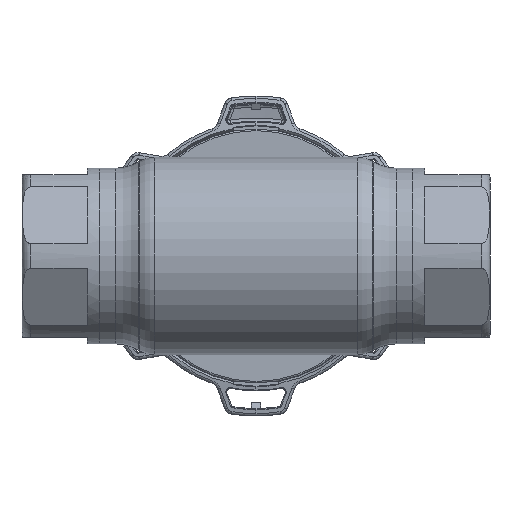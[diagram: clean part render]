
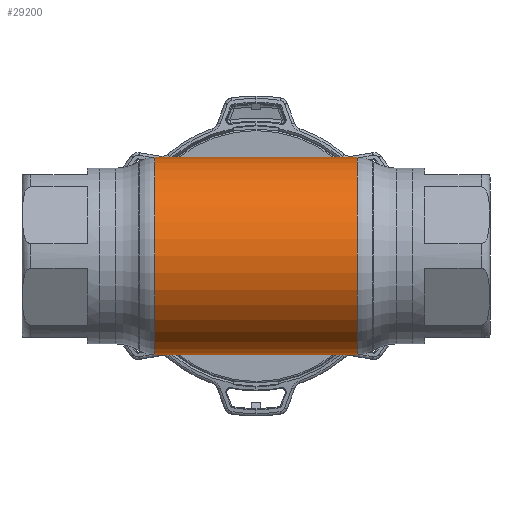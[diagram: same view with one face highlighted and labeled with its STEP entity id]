
A CAD part, front view. The second image highlights one B-rep face of the part: STEP entity #29200.
In plain terms, the highlighted cylindrical face has radius 33.34 mm (diameter 66.68 mm), a partial arc.
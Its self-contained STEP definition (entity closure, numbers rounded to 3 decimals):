
#492 = DIRECTION ( 'NONE',  ( -1., 0., 0. ) ) ;
#516 = LINE ( 'NONE', #2546, #30458 ) ;
#1409 = FACE_OUTER_BOUND ( 'NONE', #7042, .T. ) ;
#1578 = CYLINDRICAL_SURFACE ( 'NONE', #15468, 33.34 ) ;
#2546 = CARTESIAN_POINT ( 'NONE',  ( -62.69, 0., -33.34 ) ) ;
#4504 = EDGE_CURVE ( 'NONE', #29467, #23595, #516, .T. ) ;
#6648 = DIRECTION ( 'NONE',  ( -1., 0., 0. ) ) ;
#7002 = AXIS2_PLACEMENT_3D ( 'NONE', #21945, #11845, #22117 ) ;
#7042 = EDGE_LOOP ( 'NONE', ( #26181, #16294, #10640, #12920 ) ) ;
#9162 = CARTESIAN_POINT ( 'NONE',  ( -62.69, 0., 0. ) ) ;
#9286 = DIRECTION ( 'NONE',  ( -1., 0., 0. ) ) ;
#9783 = CARTESIAN_POINT ( 'NONE',  ( -34.177, 0., -33.34 ) ) ;
#10640 = ORIENTED_EDGE ( 'NONE', *, *, #28813, .T. ) ;
#10976 = CARTESIAN_POINT ( 'NONE',  ( 34.177, 0., -33.34 ) ) ;
#11845 = DIRECTION ( 'NONE',  ( -1., 0., 0. ) ) ;
#12920 = ORIENTED_EDGE ( 'NONE', *, *, #25417, .F. ) ;
#14138 = LINE ( 'NONE', #17002, #30097 ) ;
#14336 = VERTEX_POINT ( 'NONE', #32263 ) ;
#14475 = CIRCLE ( 'NONE', #7002, 33.34 ) ;
#14514 = DIRECTION ( 'NONE',  ( 0., 0., 1. ) ) ;
#15468 = AXIS2_PLACEMENT_3D ( 'NONE', #9162, #6648, #14514 ) ;
#16294 = ORIENTED_EDGE ( 'NONE', *, *, #16824, .T. ) ;
#16824 = EDGE_CURVE ( 'NONE', #29467, #17806, #14475, .T. ) ;
#17002 = CARTESIAN_POINT ( 'NONE',  ( -62.69, 0., 33.34 ) ) ;
#17806 = VERTEX_POINT ( 'NONE', #30475 ) ;
#19959 = AXIS2_PLACEMENT_3D ( 'NONE', #21023, #492, #26320 ) ;
#21023 = CARTESIAN_POINT ( 'NONE',  ( -34.177, 0., 0. ) ) ;
#21945 = CARTESIAN_POINT ( 'NONE',  ( 34.177, 0., 0. ) ) ;
#22117 = DIRECTION ( 'NONE',  ( 0., 0., 1. ) ) ;
#23595 = VERTEX_POINT ( 'NONE', #9783 ) ;
#25417 = EDGE_CURVE ( 'NONE', #23595, #14336, #26529, .T. ) ;
#26181 = ORIENTED_EDGE ( 'NONE', *, *, #4504, .F. ) ;
#26320 = DIRECTION ( 'NONE',  ( 0., 0., 1. ) ) ;
#26529 = CIRCLE ( 'NONE', #19959, 33.34 ) ;
#28566 = DIRECTION ( 'NONE',  ( -1., 0., 0. ) ) ;
#28813 = EDGE_CURVE ( 'NONE', #17806, #14336, #14138, .T. ) ;
#29200 = ADVANCED_FACE ( 'NONE', ( #1409 ), #1578, .T. ) ;
#29467 = VERTEX_POINT ( 'NONE', #10976 ) ;
#30097 = VECTOR ( 'NONE', #9286, 1000. ) ;
#30458 = VECTOR ( 'NONE', #28566, 1000. ) ;
#30475 = CARTESIAN_POINT ( 'NONE',  ( 34.177, 0., 33.34 ) ) ;
#32263 = CARTESIAN_POINT ( 'NONE',  ( -34.177, 0., 33.34 ) ) ;
